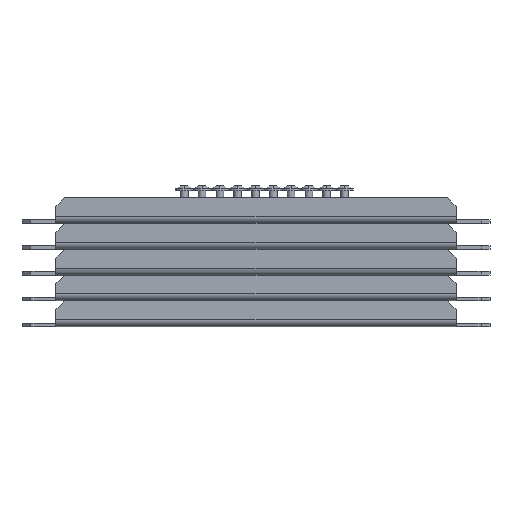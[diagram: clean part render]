
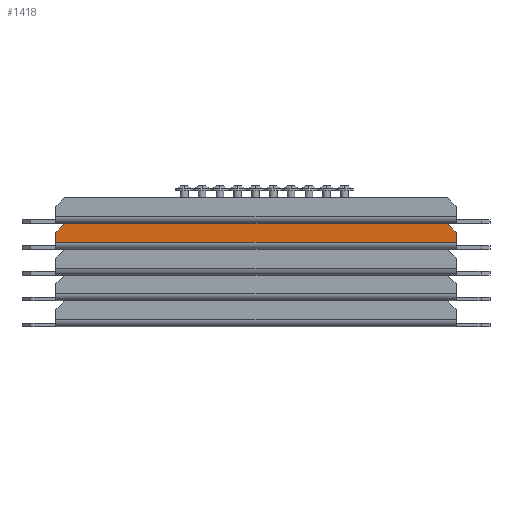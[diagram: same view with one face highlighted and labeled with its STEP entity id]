
A CAD part, front view. The second image highlights one B-rep face of the part: STEP entity #1418.
In plain terms, the highlighted planar face has unit normal (0, -1, 0).
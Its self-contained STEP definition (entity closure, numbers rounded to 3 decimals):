
#31 = CARTESIAN_POINT ( 'NONE',  ( -112.5, -2., 14.5 ) ) ;
#84 = EDGE_CURVE ( 'NONE', #742, #934, #2780, .T. ) ;
#138 = VECTOR ( 'NONE', #280, 1000. ) ;
#207 = LINE ( 'NONE', #3896, #2705 ) ;
#265 = ORIENTED_EDGE ( 'NONE', *, *, #3620, .T. ) ;
#280 = DIRECTION ( 'NONE',  ( -1., 0., 0. ) ) ;
#341 = EDGE_CURVE ( 'NONE', #493, #1283, #3638, .T. ) ;
#359 = LINE ( 'NONE', #1624, #601 ) ;
#493 = VERTEX_POINT ( 'NONE', #3481 ) ;
#516 = VECTOR ( 'NONE', #1918, 1000. ) ;
#601 = VECTOR ( 'NONE', #1241, 1000. ) ;
#733 = EDGE_CURVE ( 'NONE', #3269, #742, #2298, .T. ) ;
#742 = VERTEX_POINT ( 'NONE', #1321 ) ;
#934 = VERTEX_POINT ( 'NONE', #3293 ) ;
#1027 = LINE ( 'NONE', #2169, #3318 ) ;
#1041 = DIRECTION ( 'NONE',  ( 0., 1., 0. ) ) ;
#1127 = FACE_OUTER_BOUND ( 'NONE', #3859, .T. ) ;
#1241 = DIRECTION ( 'NONE',  ( -0.707, 0., -0.707 ) ) ;
#1274 = EDGE_CURVE ( 'NONE', #493, #3269, #1027, .T. ) ;
#1283 = VERTEX_POINT ( 'NONE', #2679 ) ;
#1300 = DIRECTION ( 'NONE',  ( 0., 0., 1. ) ) ;
#1311 = DIRECTION ( 'NONE',  ( 0., 0., -1. ) ) ;
#1321 = CARTESIAN_POINT ( 'NONE',  ( 107.5, -2., 14.5 ) ) ;
#1343 = VERTEX_POINT ( 'NONE', #3246 ) ;
#1418 = ADVANCED_FACE ( 'NONE', ( #1127 ), #2668, .F. ) ;
#1600 = ORIENTED_EDGE ( 'NONE', *, *, #1274, .T. ) ;
#1624 = CARTESIAN_POINT ( 'NONE',  ( -112.5, -2., 9.5 ) ) ;
#1696 = DIRECTION ( 'NONE',  ( 0., 0., 1. ) ) ;
#1810 = ORIENTED_EDGE ( 'NONE', *, *, #84, .T. ) ;
#1918 = DIRECTION ( 'NONE',  ( -0.707, 0., 0.707 ) ) ;
#2169 = CARTESIAN_POINT ( 'NONE',  ( 112.5, -2., 14.5 ) ) ;
#2233 = CARTESIAN_POINT ( 'NONE',  ( -112.5, -2., 14.5 ) ) ;
#2254 = EDGE_CURVE ( 'NONE', #1343, #1283, #207, .T. ) ;
#2298 = LINE ( 'NONE', #4180, #516 ) ;
#2396 = CARTESIAN_POINT ( 'NONE',  ( -112.5, -2., 3.875 ) ) ;
#2420 = ORIENTED_EDGE ( 'NONE', *, *, #733, .T. ) ;
#2668 = PLANE ( 'NONE',  #3260 ) ;
#2679 = CARTESIAN_POINT ( 'NONE',  ( -112.5, -2., 3.875 ) ) ;
#2696 = DIRECTION ( 'NONE',  ( -1., 0., 0. ) ) ;
#2705 = VECTOR ( 'NONE', #1311, 1000. ) ;
#2780 = LINE ( 'NONE', #2233, #138 ) ;
#3246 = CARTESIAN_POINT ( 'NONE',  ( -112.5, -2., 9.5 ) ) ;
#3260 = AXIS2_PLACEMENT_3D ( 'NONE', #31, #1041, #1696 ) ;
#3269 = VERTEX_POINT ( 'NONE', #3393 ) ;
#3271 = ORIENTED_EDGE ( 'NONE', *, *, #341, .F. ) ;
#3293 = CARTESIAN_POINT ( 'NONE',  ( -107.5, -2., 14.5 ) ) ;
#3318 = VECTOR ( 'NONE', #1300, 1000. ) ;
#3393 = CARTESIAN_POINT ( 'NONE',  ( 112.5, -2., 9.5 ) ) ;
#3439 = VECTOR ( 'NONE', #2696, 1000. ) ;
#3481 = CARTESIAN_POINT ( 'NONE',  ( 112.5, -2., 3.875 ) ) ;
#3620 = EDGE_CURVE ( 'NONE', #934, #1343, #359, .T. ) ;
#3638 = LINE ( 'NONE', #2396, #3439 ) ;
#3859 = EDGE_LOOP ( 'NONE', ( #1810, #265, #4055, #3271, #1600, #2420 ) ) ;
#3896 = CARTESIAN_POINT ( 'NONE',  ( -112.5, -2., 2. ) ) ;
#4055 = ORIENTED_EDGE ( 'NONE', *, *, #2254, .T. ) ;
#4180 = CARTESIAN_POINT ( 'NONE',  ( 107.5, -2., 14.5 ) ) ;
